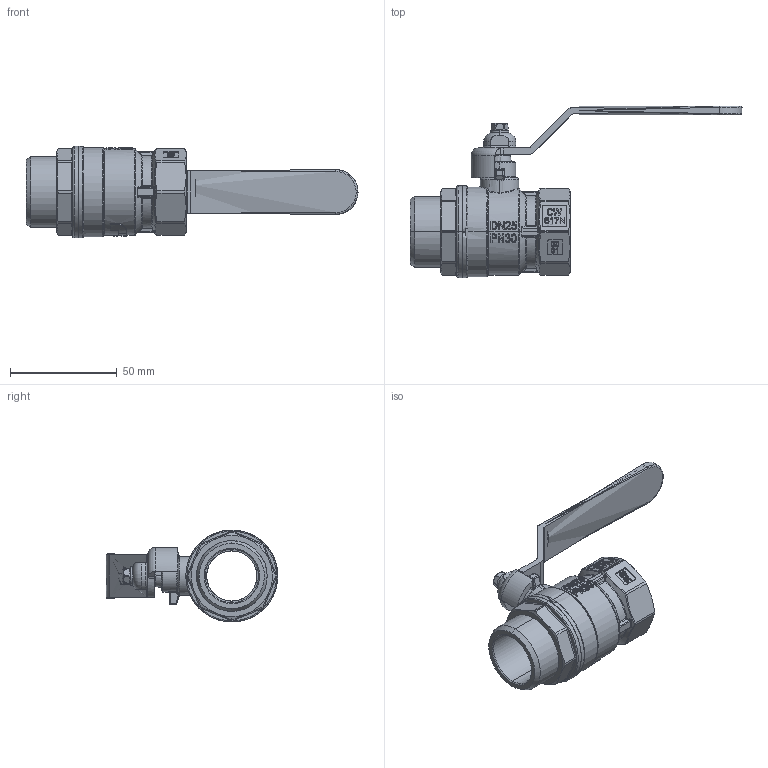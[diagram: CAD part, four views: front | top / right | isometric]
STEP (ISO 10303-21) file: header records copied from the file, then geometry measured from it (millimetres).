
FILE_DESCRIPTION (( 'STEP AP214' ), '1' );
FILE_NAME ('IT-VIENNA21706_R.STEP', '2018-09-24T08:40:03', ( '' ), ( '' ), 'SwSTEP 2.0', 'SolidWorks 2018', '' );
FILE_SCHEMA (( 'AUTOMOTIVE_DESIGN' ));
Length unit declared in the file: millimetre
Products named in the file (1): IT-VIENNA21706_R
Bounding box: 155.5 x 80.3 x 43 mm (x, y, z)
Surface area: 29784.1 mm2 (no closed solid volume)
Topology: 0 solids, 10 shells, 944 faces, 2388 edges, 1526 vertices
Faces by surface type: plane 412, bspline 224, cylinder 159, torus 76, cone 46, sphere 27
Entity records: 44751 total; most frequent: CARTESIAN_POINT 27804, ORIENTED_EDGE 4682, EDGE_CURVE 2363, B_SPLINE_CURVE_WITH_KNOTS 2303, VERTEX_POINT 1521, DIRECTION 1434, EDGE_LOOP 1035, ADVANCED_FACE 939
